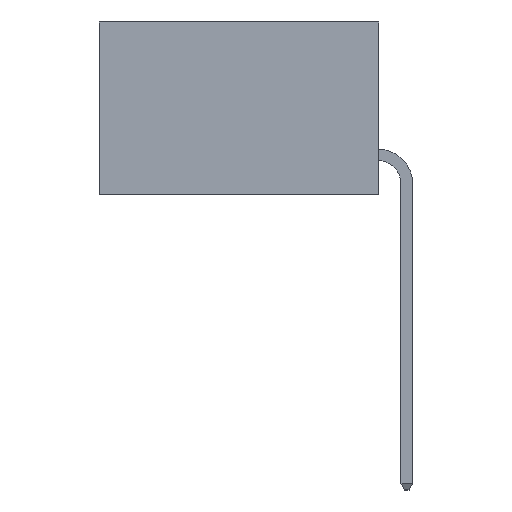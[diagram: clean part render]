
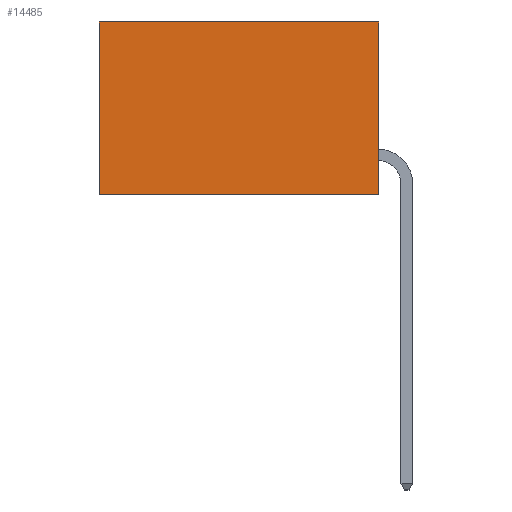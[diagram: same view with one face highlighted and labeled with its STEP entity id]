
A CAD part, left-side view. The second image highlights one B-rep face of the part: STEP entity #14485.
In plain terms, the highlighted planar face has unit normal (-1, 0, 0).
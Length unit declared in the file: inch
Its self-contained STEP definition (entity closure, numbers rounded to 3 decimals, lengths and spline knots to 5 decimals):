
#224 = VECTOR ( 'NONE', #13291, 39.37008 ) ;
#1513 = CARTESIAN_POINT ( 'NONE',  ( 0.2615, 0., -0.37 ) ) ;
#1653 = CARTESIAN_POINT ( 'NONE',  ( 0.2615, 0.6, -0.37 ) ) ;
#1838 = CARTESIAN_POINT ( 'NONE',  ( 0.2615, 0., -0.37 ) ) ;
#3690 = DIRECTION ( 'NONE',  ( 0., 1., 0. ) ) ;
#3750 = CARTESIAN_POINT ( 'NONE',  ( 0.2615, 0., -0.37 ) ) ;
#4833 = AXIS2_PLACEMENT_3D ( 'NONE', #5406, #16904, #7090 ) ;
#5288 = EDGE_CURVE ( 'NONE', #5388, #13466, #17751, .T. ) ;
#5388 = VERTEX_POINT ( 'NONE', #9168 ) ;
#5406 = CARTESIAN_POINT ( 'NONE',  ( 0.2615, 0., -0.37 ) ) ;
#5485 = LINE ( 'NONE', #10502, #13736 ) ;
#6718 = LINE ( 'NONE', #3750, #18768 ) ;
#7090 = DIRECTION ( 'NONE',  ( 0., 0., -1. ) ) ;
#8217 = ORIENTED_EDGE ( 'NONE', *, *, #9271, .F. ) ;
#8710 = PLANE ( 'NONE',  #4833 ) ;
#9168 = CARTESIAN_POINT ( 'NONE',  ( 0.2615, 0.6, 0. ) ) ;
#9271 = EDGE_CURVE ( 'NONE', #11418, #19685, #12264, .T. ) ;
#10502 = CARTESIAN_POINT ( 'NONE',  ( 0.2615, 0., 0. ) ) ;
#10664 = FACE_OUTER_BOUND ( 'NONE', #16520, .T. ) ;
#11072 = EDGE_CURVE ( 'NONE', #19685, #13466, #6718, .T. ) ;
#11418 = VERTEX_POINT ( 'NONE', #20813 ) ;
#12133 = DIRECTION ( 'NONE',  ( 0., 1., 0. ) ) ;
#12264 = LINE ( 'NONE', #1838, #20311 ) ;
#12379 = ORIENTED_EDGE ( 'NONE', *, *, #11072, .F. ) ;
#13082 = EDGE_CURVE ( 'NONE', #11418, #5388, #5485, .T. ) ;
#13291 = DIRECTION ( 'NONE',  ( 0., 0., -1. ) ) ;
#13294 = CARTESIAN_POINT ( 'NONE',  ( 0.2615, 0.6, -0.37 ) ) ;
#13466 = VERTEX_POINT ( 'NONE', #1653 ) ;
#13736 = VECTOR ( 'NONE', #12133, 39.37008 ) ;
#14485 = ADVANCED_FACE ( 'NONE', ( #10664 ), #8710, .F. ) ;
#15776 = DIRECTION ( 'NONE',  ( 0., 0., -1. ) ) ;
#16520 = EDGE_LOOP ( 'NONE', ( #20699, #12379, #8217, #16769 ) ) ;
#16769 = ORIENTED_EDGE ( 'NONE', *, *, #13082, .T. ) ;
#16904 = DIRECTION ( 'NONE',  ( 1., 0., 0. ) ) ;
#17751 = LINE ( 'NONE', #13294, #224 ) ;
#18768 = VECTOR ( 'NONE', #3690, 39.37008 ) ;
#19685 = VERTEX_POINT ( 'NONE', #1513 ) ;
#20311 = VECTOR ( 'NONE', #15776, 39.37008 ) ;
#20699 = ORIENTED_EDGE ( 'NONE', *, *, #5288, .T. ) ;
#20813 = CARTESIAN_POINT ( 'NONE',  ( 0.2615, 0., 0. ) ) ;
